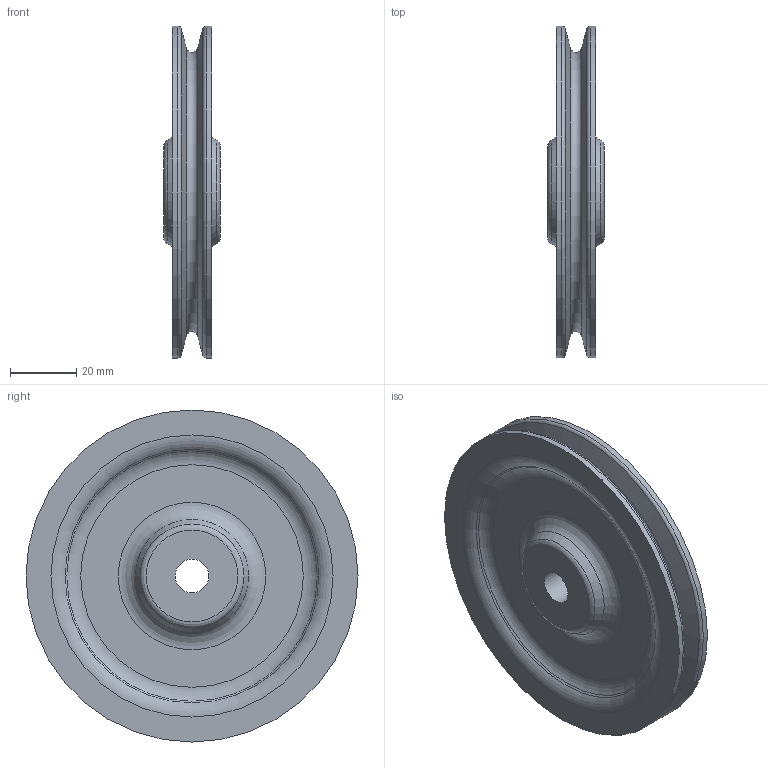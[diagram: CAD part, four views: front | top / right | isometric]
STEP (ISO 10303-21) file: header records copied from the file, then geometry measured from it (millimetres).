
FILE_DESCRIPTION (( 'STEP AP214' ), '1' );
FILE_NAME ('0015942_E100-1.step', '2018-02-07T07:41:45', ( '' ), ( '' ), 'SwSTEP 2.0', 'SolidWorks 2018', '' );
FILE_SCHEMA (( 'AUTOMOTIVE_DESIGN' ));
Length unit declared in the file: millimetre
Products named in the file (1): 0015942_E100-1
Bounding box: 17 x 100 x 100 mm (x, y, z)
Volume: 57355.1 mm3; surface area: 23949.5 mm2
Topology: 1 solids, 1 shells, 27 faces, 53 edges, 32 vertices
Faces by surface type: torus 11, cone 7, plane 6, cylinder 3
Full cylindrical faces by diameter (mm): 10.2 x1, 100 x2
Entity records: 582 total; most frequent: DIRECTION 110, CARTESIAN_POINT 82, AXIS2_PLACEMENT_3D 55, ORIENTED_EDGE 54, EDGE_LOOP 54, FACE_OUTER_BOUND 41, CIRCLE 27, EDGE_CURVE 27
